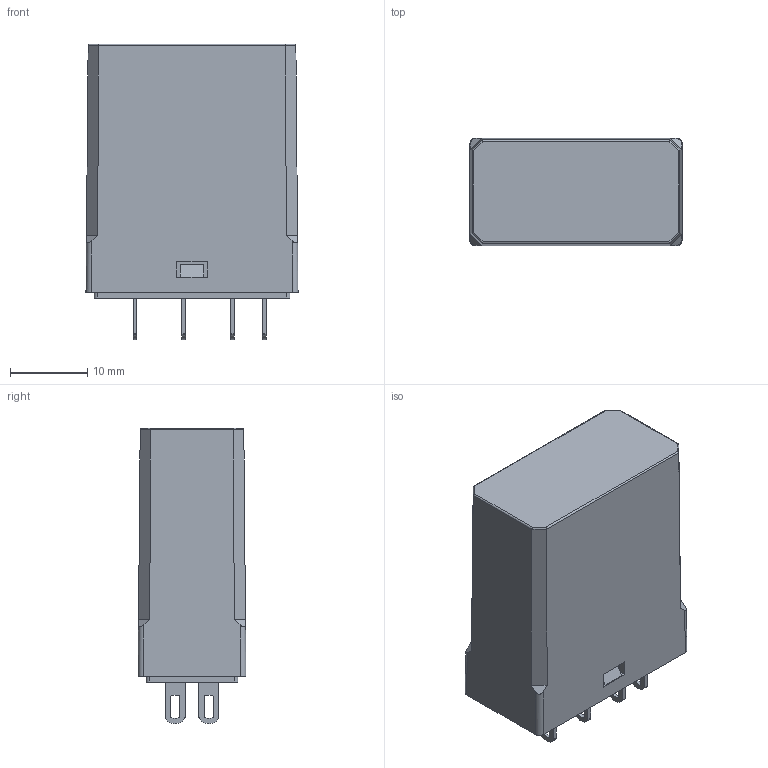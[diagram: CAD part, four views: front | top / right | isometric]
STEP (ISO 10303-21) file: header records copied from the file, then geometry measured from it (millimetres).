
FILE_DESCRIPTION (( 'STEP AP214' ), '1' );
FILE_NAME ('R2M do gniazd wtykowych.STEP', '2014-09-29T07:12:25', ( '' ), ( '' ), 'SwSTEP 2.0', 'SolidWorks 2012', '' );
FILE_SCHEMA (( 'AUTOMOTIVE_DESIGN' ));
Length unit declared in the file: millimetre
Products named in the file (1): R2M do gniazd wtykowych
Bounding box: 27.5 x 14 x 38.3 mm (x, y, z)
Volume: 12125.8 mm3; surface area: 3681.9 mm2
Topology: 1 solids, 1 shells, 192 faces, 526 edges, 348 vertices
Faces by surface type: cylinder 96, plane 96
Entity records: 7588 total; most frequent: CARTESIAN_POINT 1115, DIRECTION 1064, ORIENTED_EDGE 1052, EDGE_CURVE 526, AXIS2_PLACEMENT_3D 361, VERTEX_POINT 348, VECTOR 342, LINE 342
